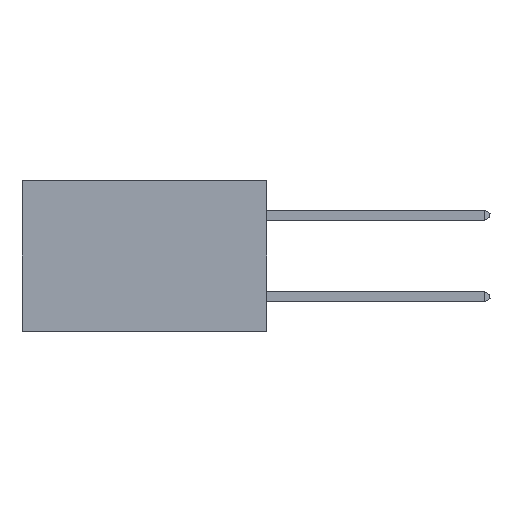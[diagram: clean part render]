
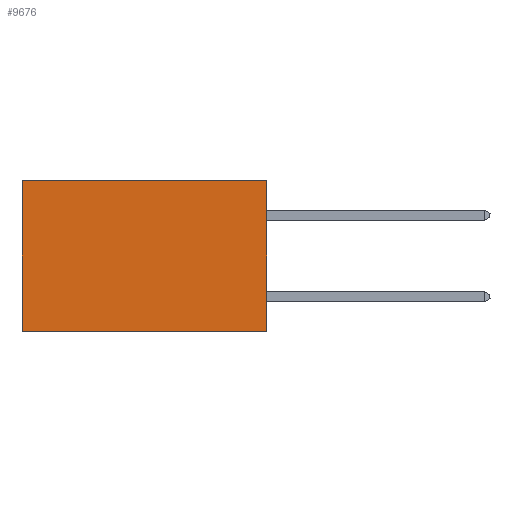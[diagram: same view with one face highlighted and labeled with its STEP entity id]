
A CAD part, left-side view. The second image highlights one B-rep face of the part: STEP entity #9676.
In plain terms, the highlighted planar face has unit normal (-1, 0, 0).
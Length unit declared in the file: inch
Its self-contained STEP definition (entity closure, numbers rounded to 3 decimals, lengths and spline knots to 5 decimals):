
#174 = LINE ( 'NONE', #20808, #27844 ) ;
#745 = CARTESIAN_POINT ( 'NONE',  ( 0.2875, 0., 0. ) ) ;
#1442 = LINE ( 'NONE', #14754, #6941 ) ;
#5531 = EDGE_CURVE ( 'NONE', #14824, #29095, #9184, .T. ) ;
#5790 = VECTOR ( 'NONE', #27558, 39.37008 ) ;
#6772 = DIRECTION ( 'NONE',  ( 0., 0., -1. ) ) ;
#6941 = VECTOR ( 'NONE', #6772, 39.37008 ) ;
#7691 = CARTESIAN_POINT ( 'NONE',  ( 0.2875, 0., -0.37 ) ) ;
#7956 = EDGE_CURVE ( 'NONE', #29095, #10427, #174, .T. ) ;
#8108 = CARTESIAN_POINT ( 'NONE',  ( 0.2875, 0., 0. ) ) ;
#8221 = EDGE_CURVE ( 'NONE', #14824, #20488, #1442, .T. ) ;
#9184 = LINE ( 'NONE', #745, #5790 ) ;
#9676 = ADVANCED_FACE ( 'NONE', ( #12242 ), #19099, .F. ) ;
#10427 = VERTEX_POINT ( 'NONE', #10908 ) ;
#10713 = EDGE_LOOP ( 'NONE', ( #15510, #30357, #27727, #32197 ) ) ;
#10908 = CARTESIAN_POINT ( 'NONE',  ( 0.2875, 0.6, -0.37 ) ) ;
#11193 = CARTESIAN_POINT ( 'NONE',  ( 0.2875, 0., -0.37 ) ) ;
#11504 = EDGE_CURVE ( 'NONE', #20488, #10427, #21090, .T. ) ;
#12242 = FACE_OUTER_BOUND ( 'NONE', #10713, .T. ) ;
#12863 = AXIS2_PLACEMENT_3D ( 'NONE', #8108, #19573, #24687 ) ;
#14754 = CARTESIAN_POINT ( 'NONE',  ( 0.2875, 0., 0. ) ) ;
#14824 = VERTEX_POINT ( 'NONE', #30713 ) ;
#15510 = ORIENTED_EDGE ( 'NONE', *, *, #7956, .T. ) ;
#19099 = PLANE ( 'NONE',  #12863 ) ;
#19573 = DIRECTION ( 'NONE',  ( 1., 0., 0. ) ) ;
#20488 = VERTEX_POINT ( 'NONE', #7691 ) ;
#20808 = CARTESIAN_POINT ( 'NONE',  ( 0.2875, 0.6, 0. ) ) ;
#21090 = LINE ( 'NONE', #11193, #24824 ) ;
#24160 = CARTESIAN_POINT ( 'NONE',  ( 0.2875, 0.6, 0. ) ) ;
#24687 = DIRECTION ( 'NONE',  ( 0., 0., -1. ) ) ;
#24824 = VECTOR ( 'NONE', #32350, 39.37008 ) ;
#27558 = DIRECTION ( 'NONE',  ( 0., 1., 0. ) ) ;
#27727 = ORIENTED_EDGE ( 'NONE', *, *, #8221, .F. ) ;
#27844 = VECTOR ( 'NONE', #32113, 39.37008 ) ;
#29095 = VERTEX_POINT ( 'NONE', #24160 ) ;
#30357 = ORIENTED_EDGE ( 'NONE', *, *, #11504, .F. ) ;
#30713 = CARTESIAN_POINT ( 'NONE',  ( 0.2875, 0., 0. ) ) ;
#32113 = DIRECTION ( 'NONE',  ( 0., 0., -1. ) ) ;
#32197 = ORIENTED_EDGE ( 'NONE', *, *, #5531, .T. ) ;
#32350 = DIRECTION ( 'NONE',  ( 0., 1., 0. ) ) ;
